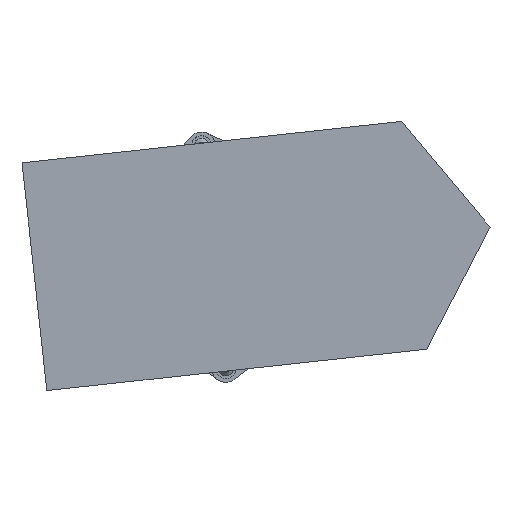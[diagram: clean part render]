
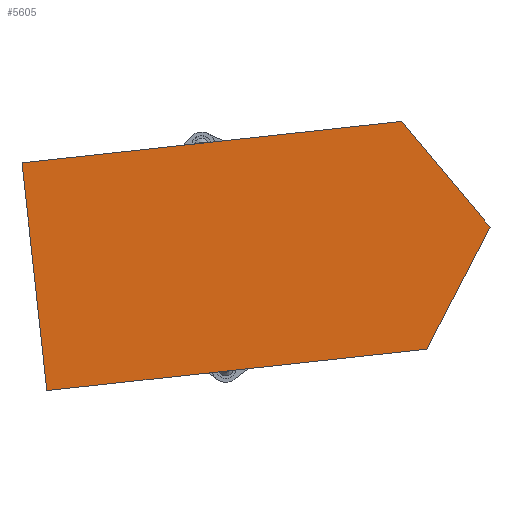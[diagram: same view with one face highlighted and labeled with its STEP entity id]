
A CAD part, front view. The second image highlights one B-rep face of the part: STEP entity #5605.
In plain terms, the highlighted planar face has unit normal (0, -1, 0).
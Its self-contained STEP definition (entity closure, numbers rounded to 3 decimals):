
#722=FACE_OUTER_BOUND('',#1066,.T.);
#1066=EDGE_LOOP('',(#4068,#4069,#4070,#4071,#4072));
#1492=LINE('',#8776,#2052);
#1494=LINE('',#8780,#2054);
#1496=LINE('',#8784,#2056);
#1498=LINE('',#8788,#2058);
#1500=LINE('',#8791,#2060);
#2052=VECTOR('',#7061,10.);
#2054=VECTOR('',#7065,10.);
#2056=VECTOR('',#7069,10.);
#2058=VECTOR('',#7073,10.);
#2060=VECTOR('',#7077,10.);
#2610=VERTEX_POINT('',#8773);
#2611=VERTEX_POINT('',#8775);
#2612=VERTEX_POINT('',#8779);
#2613=VERTEX_POINT('',#8783);
#2614=VERTEX_POINT('',#8787);
#3159=EDGE_CURVE('',#2611,#2610,#1492,.T.);
#3161=EDGE_CURVE('',#2612,#2611,#1494,.T.);
#3163=EDGE_CURVE('',#2613,#2612,#1496,.T.);
#3165=EDGE_CURVE('',#2614,#2613,#1498,.T.);
#3167=EDGE_CURVE('',#2610,#2614,#1500,.T.);
#4068=ORIENTED_EDGE('',*,*,#3167,.T.);
#4069=ORIENTED_EDGE('',*,*,#3165,.T.);
#4070=ORIENTED_EDGE('',*,*,#3163,.T.);
#4071=ORIENTED_EDGE('',*,*,#3161,.T.);
#4072=ORIENTED_EDGE('',*,*,#3159,.T.);
#5357=PLANE('',#6274);
#5605=ADVANCED_FACE('',(#722),#5357,.T.);
#6274=AXIS2_PLACEMENT_3D('',#8793,#7080,#7081);
#7061=DIRECTION('',(1.,0.,0.));
#7065=DIRECTION('',(0.555,0.,-0.832));
#7069=DIRECTION('',(-0.555,0.,-0.832));
#7073=DIRECTION('',(-1.,0.,0.));
#7077=DIRECTION('',(0.,0.,1.));
#7080=DIRECTION('center_axis',(0.,-1.,0.));
#7081=DIRECTION('ref_axis',(0.,0.,-1.));
#8773=CARTESIAN_POINT('',(90.,-2.,-45.));
#8775=CARTESIAN_POINT('',(-60.,-2.,-45.));
#8776=CARTESIAN_POINT('',(90.,-2.,-45.));
#8779=CARTESIAN_POINT('',(-90.,-2.,0.));
#8780=CARTESIAN_POINT('',(-60.,-2.,-45.));
#8783=CARTESIAN_POINT('',(-60.,-2.,45.));
#8784=CARTESIAN_POINT('',(-60.,-2.,45.));
#8787=CARTESIAN_POINT('',(90.,-2.,45.));
#8788=CARTESIAN_POINT('',(-60.,-2.,45.));
#8791=CARTESIAN_POINT('',(90.,-2.,45.));
#8793=CARTESIAN_POINT('Origin',(0.,-2.,0.));
